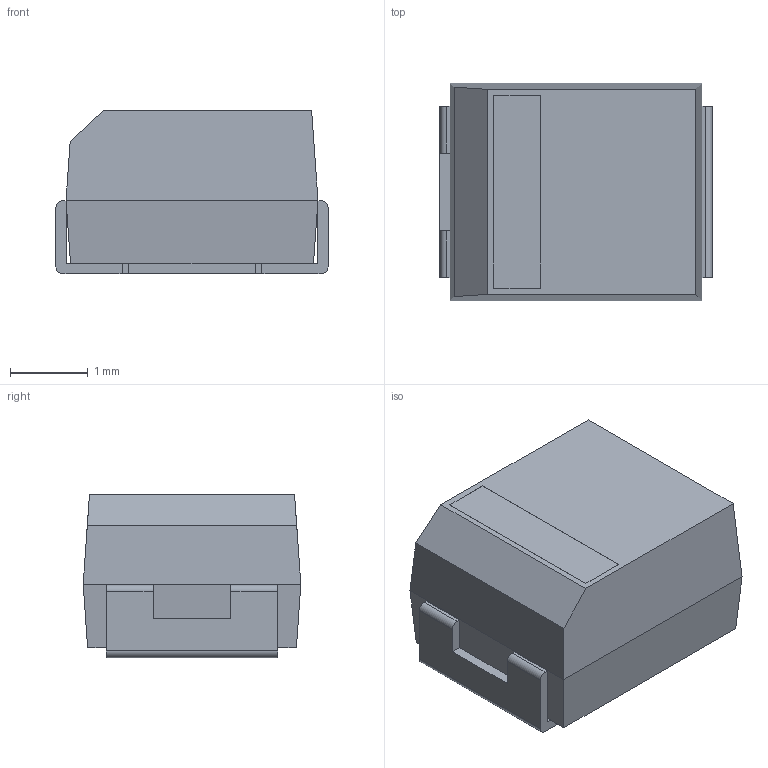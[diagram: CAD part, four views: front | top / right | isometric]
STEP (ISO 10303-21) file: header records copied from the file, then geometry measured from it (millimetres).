
FILE_DESCRIPTION(/* description */ ('model of CP_Tantalum_Case-B_EIA-3528-21'),/* implementation_level */ '2;1');
FILE_NAME(/* name */ 'CP_Tantalum_Case-B_EIA-3528-21.step',/* time_stamp */ '2017-06-13T12:23:46',/* author */ ('kicad StepUp','ksu'),/* organization */ ('FreeCAD'),/* preprocessor_version */ 'OCC',/* originating_system */ 'kicad StepUp',/* authorisation */ '');
FILE_SCHEMA(('AUTOMOTIVE_DESIGN_CC2 { 1 2 10303 214 -1 1 5 4 }'));
Length unit declared in the file: millimetre
Products named in the file (1): CP_Tantalum_Case_B_EIA_3528_21
Bounding box: 3.5 x 2.8 x 2.1 mm (x, y, z)
Volume: 18.2 mm3; surface area: 48.7 mm2
Topology: 1 solids, 1 shells, 49 faces, 130 edges, 84 vertices
Faces by surface type: plane 35, bspline 9, cylinder 5
Entity records: 2931 total; most frequent: CARTESIAN_POINT 1427, ORIENTED_EDGE 260, DIRECTION 196, EDGE_CURVE 130, LINE 94, VECTOR 94, VERTEX_POINT 84, AXIS2_PLACEMENT_3D 51
